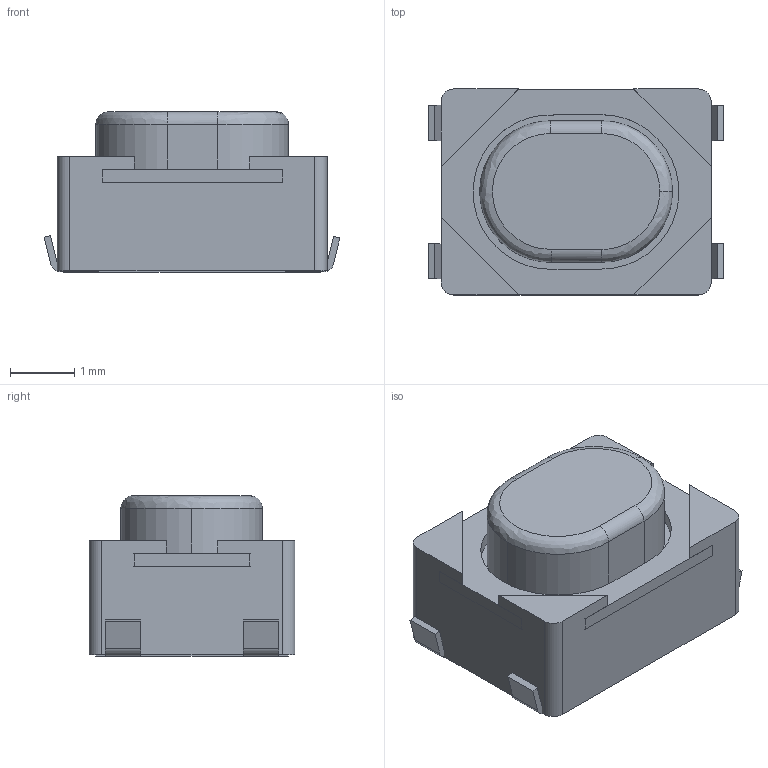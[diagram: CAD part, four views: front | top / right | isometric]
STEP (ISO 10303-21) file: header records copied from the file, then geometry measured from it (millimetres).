
FILE_DESCRIPTION (( 'STEP AP214' ), '1' );
FILE_NAME ('User Library-PTS810.STEP', '2020-02-11T12:37:48', ( '' ), ( '' ), 'SwSTEP 2.0', 'SolidWorks 2019', '' );
FILE_SCHEMA (( 'AUTOMOTIVE_DESIGN' ));
Length unit declared in the file: millimetre
Products named in the file (6): Button; Strip; Body; User Library-PTS810; Sheet Metal Part6; Pin
Assembly tree (6 placements, depth 2):
  User Library-PTS810
    Body
    Strip
    Button
    Sheet Metal Part6  x2
    Pin
Bounding box: 4.6 x 3.2 x 2.5 mm (x, y, z)
Volume: 27.6 mm3; surface area: 114.3 mm2
Topology: 6 solids, 6 shells, 127 faces, 311 edges, 206 vertices
Faces by surface type: plane 86, cylinder 38, bspline 3
Entity records: 3611 total; most frequent: CARTESIAN_POINT 653, DIRECTION 578, ORIENTED_EDGE 550, EDGE_CURVE 275, LINE 202, VECTOR 202, AXIS2_PLACEMENT_3D 188, VERTEX_POINT 182
